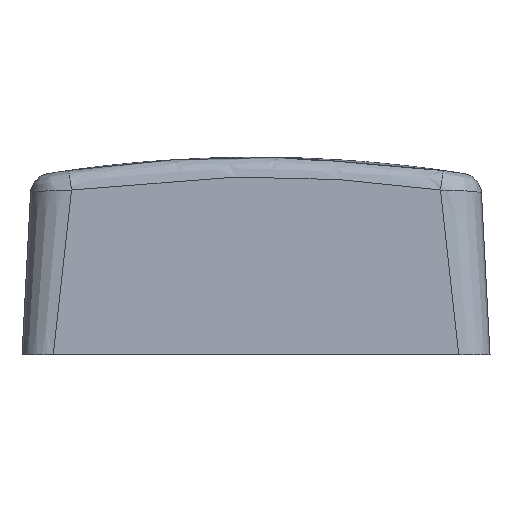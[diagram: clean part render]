
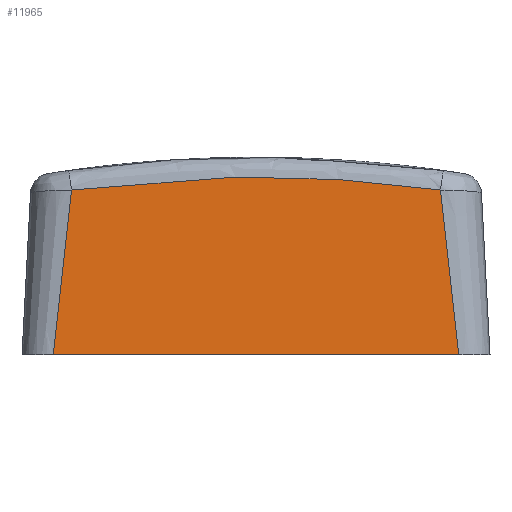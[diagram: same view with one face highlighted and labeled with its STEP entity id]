
A CAD part, front view. The second image highlights one B-rep face of the part: STEP entity #11965.
In plain terms, the highlighted planar face has unit normal (0, -0.999, 0.052).
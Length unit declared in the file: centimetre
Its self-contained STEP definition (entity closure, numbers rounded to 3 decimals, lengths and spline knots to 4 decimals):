
#34=ELLIPSE('',#13234,25.147,25.1125);
#1081=FACE_OUTER_BOUND('',#1851,.T.);
#1851=EDGE_LOOP('',(#9918,#9919,#9920,#9921));
#3276=LINE('',#22878,#4107);
#3279=LINE('',#22925,#4110);
#3301=LINE('',#23189,#4132);
#4107=VECTOR('',#16569,1.0017);
#4110=VECTOR('',#16580,1.0017);
#4132=VECTOR('',#16662,1.);
#5042=VERTEX_POINT('',#22866);
#5044=VERTEX_POINT('',#22876);
#5045=VERTEX_POINT('',#22910);
#5047=VERTEX_POINT('',#22921);
#6639=EDGE_CURVE('',#5044,#5042,#3276,.T.);
#6646=EDGE_CURVE('',#5045,#5047,#3279,.T.);
#6648=EDGE_CURVE('',#5042,#5045,#34,.T.);
#6680=EDGE_CURVE('',#5047,#5044,#3301,.T.);
#9918=ORIENTED_EDGE('',*,*,#6639,.F.);
#9919=ORIENTED_EDGE('',*,*,#6680,.F.);
#9920=ORIENTED_EDGE('',*,*,#6646,.F.);
#9921=ORIENTED_EDGE('',*,*,#6648,.F.);
#10516=PLANE('',#13264);
#11965=ADVANCED_FACE('',(#1081),#10516,.T.);
#13234=AXIS2_PLACEMENT_3D('',#22953,#16584,#16585);
#13264=AXIS2_PLACEMENT_3D('',#23192,#16666,#16667);
#16569=DIRECTION('',(0.11,0.052,0.993));
#16580=DIRECTION('',(0.11,-0.052,-0.993));
#16584=DIRECTION('center_axis',(0.,0.999,-0.052));
#16585=DIRECTION('ref_axis',(0.,0.052,0.999));
#16662=DIRECTION('',(-1.,0.,0.));
#16666=DIRECTION('center_axis',(0.,-0.999,0.052));
#16667=DIRECTION('ref_axis',(1.,0.,0.));
#22866=CARTESIAN_POINT('',(-3.5479,-20.0839,-0.031));
#22876=CARTESIAN_POINT('',(-3.899,-20.25,-3.2));
#22878=CARTESIAN_POINT('',(-3.4339,-20.03,0.9982));
#22910=CARTESIAN_POINT('',(3.5479,-20.0839,-0.031));
#22921=CARTESIAN_POINT('',(3.899,-20.25,-3.2));
#22925=CARTESIAN_POINT('',(3.5246,-20.0729,0.1798));
#22953=CARTESIAN_POINT('Origin',(0.,-21.3868,
-24.8916));
#23189=CARTESIAN_POINT('',(4.5,-20.25,-3.2));
#23192=CARTESIAN_POINT('Origin',(-4.5,-20.0825,-0.0044));
